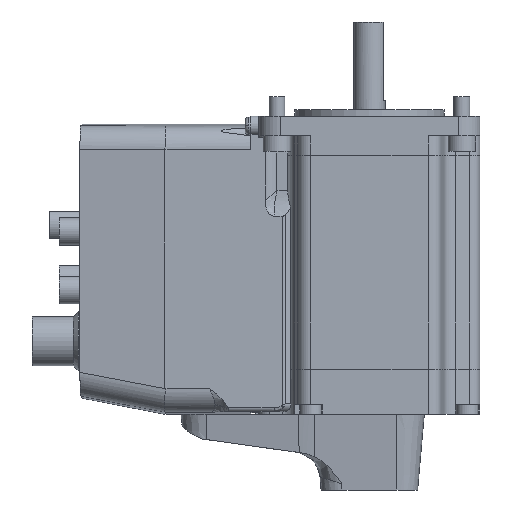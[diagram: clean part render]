
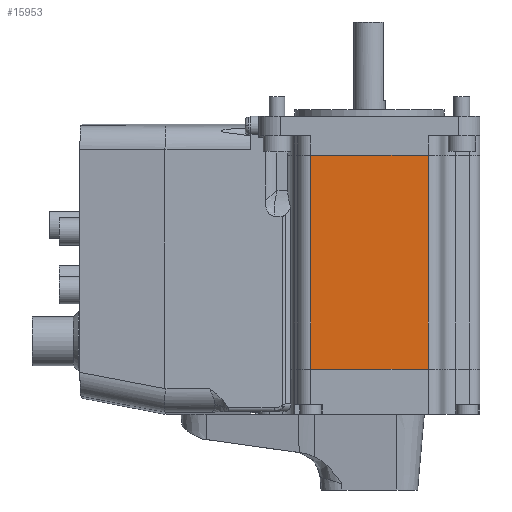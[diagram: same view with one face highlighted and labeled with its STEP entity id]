
A CAD part, front view. The second image highlights one B-rep face of the part: STEP entity #15953.
In plain terms, the highlighted planar face has unit normal (0, -1, 0).
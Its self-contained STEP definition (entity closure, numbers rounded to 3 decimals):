
#50 = EDGE_CURVE ( 'NONE', #14203, #7239, #995, .T. ) ;
#823 = VECTOR ( 'NONE', #6642, 1000. ) ;
#995 = LINE ( 'NONE', #12362, #10916 ) ;
#1299 = DIRECTION ( 'NONE',  ( 0., -1., 0. ) ) ;
#1320 = CARTESIAN_POINT ( 'NONE',  ( 15., -28.2, -10. ) ) ;
#1420 = DIRECTION ( 'NONE',  ( 1., 0., 0. ) ) ;
#1794 = AXIS2_PLACEMENT_3D ( 'NONE', #2696, #1299, #9665 ) ;
#1824 = VECTOR ( 'NONE', #2437, 1000. ) ;
#2437 = DIRECTION ( 'NONE',  ( -1., 0., 0. ) ) ;
#2696 = CARTESIAN_POINT ( 'NONE',  ( 15., -28.2, -76. ) ) ;
#4296 = EDGE_CURVE ( 'NONE', #7239, #11513, #11173, .T. ) ;
#5704 = LINE ( 'NONE', #7380, #16993 ) ;
#6642 = DIRECTION ( 'NONE',  ( 0., 0., 1. ) ) ;
#7239 = VERTEX_POINT ( 'NONE', #10057 ) ;
#7380 = CARTESIAN_POINT ( 'NONE',  ( 15., -28.2, -64.5 ) ) ;
#9372 = ORIENTED_EDGE ( 'NONE', *, *, #4296, .T. ) ;
#9665 = DIRECTION ( 'NONE',  ( 1., 0., 0. ) ) ;
#9763 = FACE_OUTER_BOUND ( 'NONE', #12390, .T. ) ;
#10057 = CARTESIAN_POINT ( 'NONE',  ( 15., -28.2, -10. ) ) ;
#10916 = VECTOR ( 'NONE', #13570, 1000. ) ;
#11173 = LINE ( 'NONE', #1320, #1824 ) ;
#11513 = VERTEX_POINT ( 'NONE', #14847 ) ;
#11982 = EDGE_CURVE ( 'NONE', #15515, #11513, #13962, .T. ) ;
#12223 = CARTESIAN_POINT ( 'NONE',  ( 15., -28.2, -64.5 ) ) ;
#12362 = CARTESIAN_POINT ( 'NONE',  ( 15., -28.2, -76. ) ) ;
#12390 = EDGE_LOOP ( 'NONE', ( #15867, #15957, #17793, #9372 ) ) ;
#13570 = DIRECTION ( 'NONE',  ( 0., 0., 1. ) ) ;
#13786 = CARTESIAN_POINT ( 'NONE',  ( -15., -28.2, -76. ) ) ;
#13962 = LINE ( 'NONE', #13786, #823 ) ;
#14203 = VERTEX_POINT ( 'NONE', #12223 ) ;
#14847 = CARTESIAN_POINT ( 'NONE',  ( -15., -28.2, -10. ) ) ;
#15344 = PLANE ( 'NONE',  #1794 ) ;
#15515 = VERTEX_POINT ( 'NONE', #17119 ) ;
#15867 = ORIENTED_EDGE ( 'NONE', *, *, #11982, .F. ) ;
#15953 = ADVANCED_FACE ( 'NONE', ( #9763 ), #15344, .T. ) ;
#15957 = ORIENTED_EDGE ( 'NONE', *, *, #17955, .T. ) ;
#16993 = VECTOR ( 'NONE', #1420, 1000. ) ;
#17119 = CARTESIAN_POINT ( 'NONE',  ( -15., -28.2, -64.5 ) ) ;
#17793 = ORIENTED_EDGE ( 'NONE', *, *, #50, .T. ) ;
#17955 = EDGE_CURVE ( 'NONE', #15515, #14203, #5704, .T. ) ;
